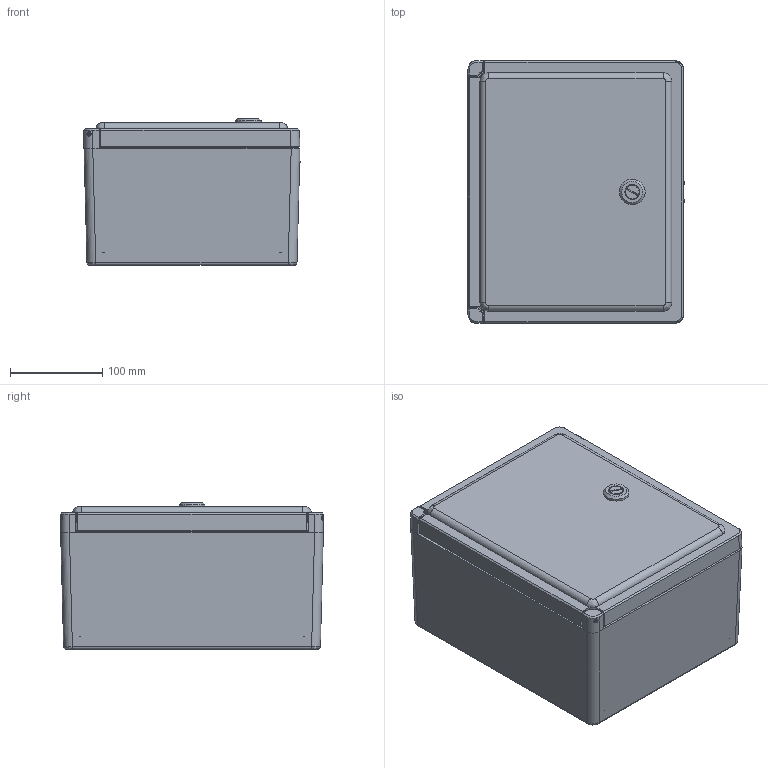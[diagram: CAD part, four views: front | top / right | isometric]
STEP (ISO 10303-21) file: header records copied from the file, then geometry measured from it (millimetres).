
FILE_DESCRIPTION(/* description */ (''),/* implementation_level */ '2;1');
FILE_NAME(/* name */ 'HW-110906CHQTD.stp',/* time_stamp */ '2014-04-09T08:25:06-05:00',/* author */ ('jtigges'),/* organization */ (''),/* preprocessor_version */ 'ST-DEVELOPER v15.2',/* originating_system */ 'Autodesk Inventor 2014',/* authorisation */ '');
FILE_SCHEMA (('AUTOMOTIVE_DESIGN { 1 0 10303 214 3 1 1 }'));
Length unit declared in the file: inch
Products named in the file (21): WP1109HLBOX; 0.3125-18 X 0.563 DP BRASS INSERT; 10-32 X0.3125 DP BRASS INSERT; 10-24 X 0.625 DP BRASS INSERT; KEEPER; ALIGNMENT PIN; RMRIV44; WP1109HLCVR; HOUSING; NUT; HOUSING SUB PART; cam; hexbolt; QUARTER TURN LATCH; GASKET_1109H; PUSH TACK; SS HINGE PIN; SS HINGE PIN WASHER; CL1109HL_STP
Bounding box: 234.52 x 285.26 x 159.54 mm (x, y, z)
Volume: 1379819.4 mm3; surface area: 633194.2 mm2
Topology: 28 solids, 28 shells, 1095 faces, 2620 edges, 1602 vertices
Faces by surface type: plane 446, cylinder 333, cone 116, bspline 97, torus 95, sphere 8
Full cylindrical faces by diameter (mm): 2.235 x2, 2.42 x2, 2.438 x2, 2.489 x2, 2.64 x2, 3.302 x2, 3.556 x4, 3.683 x2, 3.81 x1, 3.962 x4, 3.969 x2, 4.52 x4, 4.547 x2, 4.7 x11, 4.762 x3, 4.763 x1, 5.556 x2, 5.84 x2, 5.944 x2, 6.35 x7, 7.1 x2, 7.144 x12, 7.6 x1, 7.938 x4, 9.311 x1, 9.42 x2, 9.525 x2, 10.16 x1, 13.494 x8, 16 x1
Entity records: 37301 total; most frequent: CARTESIAN_POINT 13060, DIRECTION 5230, ORIENTED_EDGE 4750, EDGE_CURVE 2375, AXIS2_PLACEMENT_3D 1989, VERTEX_POINT 1486, LINE 1252, VECTOR 1252
